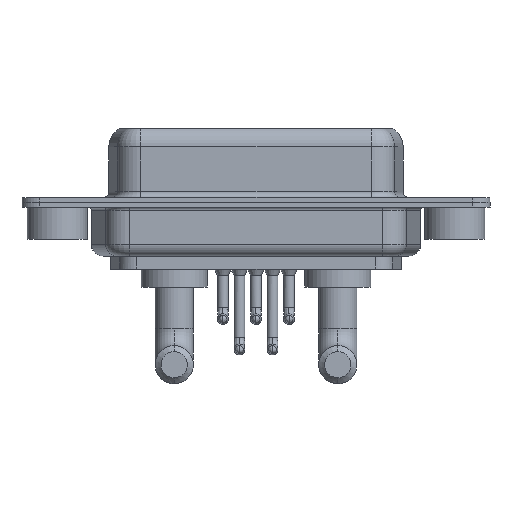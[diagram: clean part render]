
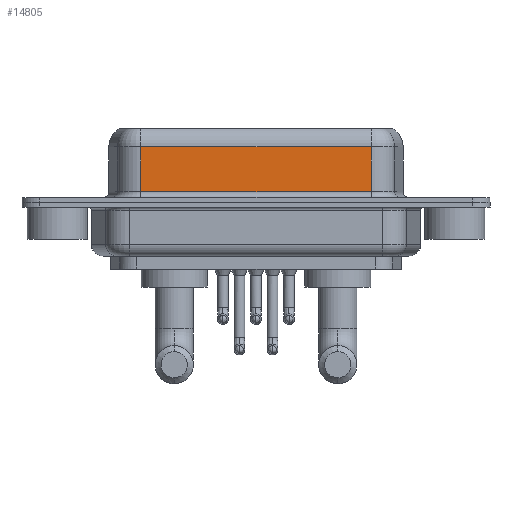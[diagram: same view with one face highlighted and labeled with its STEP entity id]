
A CAD part, front view. The second image highlights one B-rep face of the part: STEP entity #14805.
In plain terms, the highlighted planar face has unit normal (0, -1, 0).
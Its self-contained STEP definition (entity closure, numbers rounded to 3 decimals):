
#11 = CARTESIAN_POINT ( 'NONE',  ( 7.013, -3.95, 0.9 ) ) ;
#921 = ORIENTED_EDGE ( 'NONE', *, *, #10406, .T. ) ;
#1440 = EDGE_LOOP ( 'NONE', ( #13360, #4634, #9304, #921 ) ) ;
#1605 = VECTOR ( 'NONE', #9108, 1000. ) ;
#2080 = CARTESIAN_POINT ( 'NONE',  ( 26.287, -3.95, 0.9 ) ) ;
#2173 = DIRECTION ( 'NONE',  ( 1., 0., 0. ) ) ;
#2279 = VERTEX_POINT ( 'NONE', #6215 ) ;
#2578 = DIRECTION ( 'NONE',  ( 0., 0., 1. ) ) ;
#3364 = CARTESIAN_POINT ( 'NONE',  ( 26.287, -3.95, 4.65 ) ) ;
#3978 = VERTEX_POINT ( 'NONE', #6467 ) ;
#4634 = ORIENTED_EDGE ( 'NONE', *, *, #14309, .T. ) ;
#4685 = LINE ( 'NONE', #13899, #8748 ) ;
#4749 = CARTESIAN_POINT ( 'NONE',  ( 26.287, -3.95, 4.65 ) ) ;
#6215 = CARTESIAN_POINT ( 'NONE',  ( 7.013, -3.95, 4.65 ) ) ;
#6467 = CARTESIAN_POINT ( 'NONE',  ( 26.287, -3.95, 0.9 ) ) ;
#6512 = CARTESIAN_POINT ( 'NONE',  ( 26.287, -3.95, 6.4 ) ) ;
#6635 = VERTEX_POINT ( 'NONE', #3364 ) ;
#7564 = EDGE_CURVE ( 'NONE', #2279, #13558, #4685, .T. ) ;
#7618 = VECTOR ( 'NONE', #9224, 1000. ) ;
#8748 = VECTOR ( 'NONE', #14840, 1000. ) ;
#9108 = DIRECTION ( 'NONE',  ( -1., 0., 0. ) ) ;
#9224 = DIRECTION ( 'NONE',  ( 0., 0., -1. ) ) ;
#9304 = ORIENTED_EDGE ( 'NONE', *, *, #7564, .T. ) ;
#9529 = FACE_OUTER_BOUND ( 'NONE', #1440, .T. ) ;
#10122 = LINE ( 'NONE', #2080, #14165 ) ;
#10330 = AXIS2_PLACEMENT_3D ( 'NONE', #6512, #14519, #2578 ) ;
#10406 = EDGE_CURVE ( 'NONE', #13558, #3978, #10122, .T. ) ;
#10455 = PLANE ( 'NONE',  #10330 ) ;
#13027 = LINE ( 'NONE', #14303, #7618 ) ;
#13360 = ORIENTED_EDGE ( 'NONE', *, *, #15684, .F. ) ;
#13558 = VERTEX_POINT ( 'NONE', #11 ) ;
#13899 = CARTESIAN_POINT ( 'NONE',  ( 7.013, -3.95, 6.4 ) ) ;
#14165 = VECTOR ( 'NONE', #2173, 1000. ) ;
#14303 = CARTESIAN_POINT ( 'NONE',  ( 26.287, -3.95, 6.4 ) ) ;
#14309 = EDGE_CURVE ( 'NONE', #6635, #2279, #15564, .T. ) ;
#14519 = DIRECTION ( 'NONE',  ( 0., 1., 0. ) ) ;
#14805 = ADVANCED_FACE ( 'NONE', ( #9529 ), #10455, .F. ) ;
#14840 = DIRECTION ( 'NONE',  ( 0., 0., -1. ) ) ;
#15564 = LINE ( 'NONE', #4749, #1605 ) ;
#15684 = EDGE_CURVE ( 'NONE', #6635, #3978, #13027, .T. ) ;
